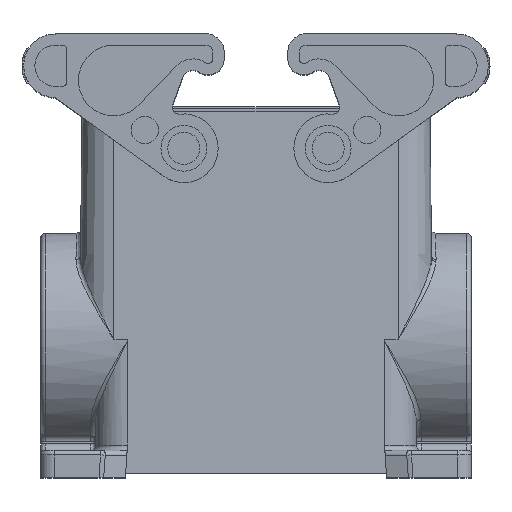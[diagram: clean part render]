
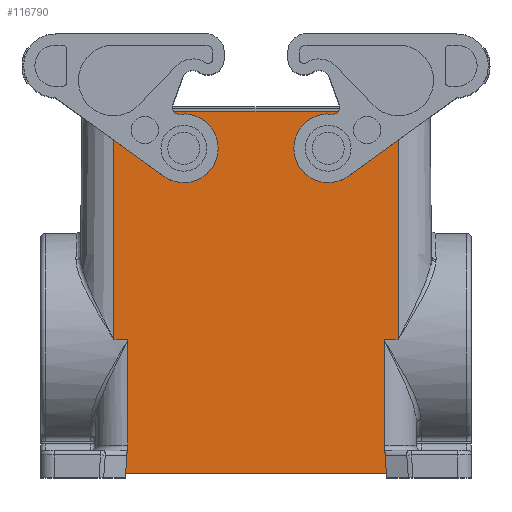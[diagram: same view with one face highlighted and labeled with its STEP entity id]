
A CAD part, top view. The second image highlights one B-rep face of the part: STEP entity #116790.
In plain terms, the highlighted planar face has unit normal (0, 0.009, 1).
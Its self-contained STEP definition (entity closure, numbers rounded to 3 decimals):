
#2620=CARTESIAN_POINT('',(4.753,23.6,23.));
#2630=VERTEX_POINT('',#2620);
#2660=CARTESIAN_POINT('',(0.,23.6,23.));
#2670=DIRECTION('',(1.,0.,0.));
#2680=VECTOR('',#2670,1.);
#2690=LINE('',#2660,#2680);
#2700=CARTESIAN_POINT('',(-57.247,23.6,23.))
;
#2710=VERTEX_POINT('',#2700);
#2720=EDGE_CURVE('',#2710,#2630,#2690,.T.);
#27020=CARTESIAN_POINT('',(-54.686,-55.4,23.689
));
#27030=VERTEX_POINT('',#27020);
#27060=CARTESIAN_POINT('',(0.,-55.4,23.689));
#27070=DIRECTION('',(1.,0.,0.));
#27080=VECTOR('',#27070,1.);
#27090=LINE('',#27060,#27080);
#27100=CARTESIAN_POINT('',(2.193,-55.4,23.689)
);
#27110=VERTEX_POINT('',#27100);
#27120=EDGE_CURVE('',#27030,#27110,#27090,.T.);
#72980=CARTESIAN_POINT('',(-54.329,-50.011,
23.642));
#72990=VERTEX_POINT('',#72980);
#73020=CARTESIAN_POINT('',(-51.022,0.,23.206));
#73030=DIRECTION('',(0.066,0.998,
-0.009));
#73040=VECTOR('',#73030,1.);
#73050=LINE('',#73020,#73040);
#73060=EDGE_CURVE('',#27030,#72990,#73050,.T.);
#73190=CARTESIAN_POINT('',(-57.247,23.6,
23.));
#73200=DIRECTION('',(0.,-1.,
0.009));
#73210=VECTOR('',#73200,802.151);
#73220=LINE('',#73190,#73210);
#73230=CARTESIAN_POINT('',(-57.247,-26.195,
23.435));
#73240=VERTEX_POINT('',#73230);
#73250=EDGE_CURVE('',#2710,#73240,#73220,.T.);
#106770=CARTESIAN_POINT('',(-45.497,15.5,
23.071));
#106780=VERTEX_POINT('',#106770);
#106830=CARTESIAN_POINT('',(-41.997,15.5,23.071
));
#106840=DIRECTION('',(0.,0.009,
1.));
#106850=DIRECTION('',(0.,1.,
-0.009));
#106860=AXIS2_PLACEMENT_3D('',#106830,#106840,#106850);
#106870=ELLIPSE('',#106860,3.5,3.5);
#106880=CARTESIAN_POINT('',(-38.497,15.5,
23.071));
#106890=VERTEX_POINT('',#106880);
#106900=EDGE_CURVE('',#106890,#106780,#106870,.T.);
#110820=CARTESIAN_POINT('',(-54.247,-48.76,
23.631));
#110830=VERTEX_POINT('',#110820);
#110860=CARTESIAN_POINT('',(-51.022,0.002,
23.206));
#110870=DIRECTION('',(0.066,0.998,
-0.009));
#110880=VECTOR('',#110870,1.);
#110890=LINE('',#110860,#110880);
#110900=EDGE_CURVE('',#72990,#110830,#110890,.T.);
#115750=CARTESIAN_POINT('',(-26.247,-1.297,
23.217));
#115760=DIRECTION('',(0.,0.009,
1.));
#115770=DIRECTION('',(1.,0.,0.));
#115780=AXIS2_PLACEMENT_3D('',#115750,#115760,#115770);
#115790=PLANE('',#115780);
#115800=ORIENTED_EDGE('',*,*,#106900,.F.);
#115810=EDGE_CURVE('',#106780,#106890,#106870,.T.);
#115820=ORIENTED_EDGE('',*,*,#115810,.F.);
#115830=EDGE_LOOP('',(#115820,#115800));
#115840=FACE_BOUND('',#115830,.T.);
#115850=CARTESIAN_POINT('',(-10.497,15.5,23.071))
;
#115860=DIRECTION('',(0.,0.009,
1.));
#115870=DIRECTION('',(0.,1.,
-0.009));
#115880=AXIS2_PLACEMENT_3D('',#115850,#115860,#115870);
#115890=ELLIPSE('',#115880,3.5,3.5);
#115900=CARTESIAN_POINT('',(-6.997,15.5,23.071));
#115910=VERTEX_POINT('',#115900);
#115920=CARTESIAN_POINT('',(-13.997,15.5,23.071))
;
#115930=VERTEX_POINT('',#115920);
#115940=EDGE_CURVE('',#115910,#115930,#115890,.T.);
#115950=ORIENTED_EDGE('',*,*,#115940,.F.);
#115960=EDGE_CURVE('',#115930,#115910,#115890,.T.);
#115970=ORIENTED_EDGE('',*,*,#115960,.F.);
#115980=EDGE_LOOP('',(#115970,#115950));
#115990=FACE_BOUND('',#115980,.T.);
#116000=CARTESIAN_POINT('',(0.,-26.195,23.435));
#116010=DIRECTION('',(1.,0.,0.));
#116020=VECTOR('',#116010,1.);
#116030=LINE('',#116000,#116020);
#116040=CARTESIAN_POINT('',(-54.247,-26.195,
23.435));
#116050=VERTEX_POINT('',#116040);
#116060=EDGE_CURVE('',#73240,#116050,#116030,.T.);
#116070=ORIENTED_EDGE('',*,*,#116060,.T.);
#116080=ORIENTED_EDGE('',*,*,#73250,.T.);
#116090=ORIENTED_EDGE('',*,*,#2720,.F.);
#116100=CARTESIAN_POINT('',(4.753,23.6,23.)
);
#116110=DIRECTION('',(0.,-1.,
0.009));
#116120=VECTOR('',#116110,802.151);
#116130=LINE('',#116100,#116120);
#116140=CARTESIAN_POINT('',(4.753,-26.195,
23.435));
#116150=VERTEX_POINT('',#116140);
#116160=EDGE_CURVE('',#2630,#116150,#116130,.T.);
#116170=ORIENTED_EDGE('',*,*,#116160,.F.);
#116180=CARTESIAN_POINT('',(1.753,-26.195,
23.435));
#116190=VERTEX_POINT('',#116180);
#116200=EDGE_CURVE('',#116190,#116150,#116030,.T.);
#116210=ORIENTED_EDGE('',*,*,#116200,.T.);
#116220=CARTESIAN_POINT('',(1.753,-0.002,
23.206));
#116230=DIRECTION('',(0.,1.,
-0.009));
#116240=VECTOR('',#116230,1.);
#116250=LINE('',#116220,#116240);
#116260=CARTESIAN_POINT('',(1.753,-26.608,
23.438));
#116270=VERTEX_POINT('',#116260);
#116280=EDGE_CURVE('',#116270,#116190,#116250,.T.);
#116290=ORIENTED_EDGE('',*,*,#116280,.T.);
#116300=CARTESIAN_POINT('',(1.753,-26.608,
23.438));
#116310=DIRECTION('',(0.,-1.,
0.009));
#116320=VECTOR('',#116310,1.);
#116330=LINE('',#116300,#116320);
#116340=CARTESIAN_POINT('',(1.753,-26.608,
23.438));
#116350=VERTEX_POINT('',#116340);
#116360=EDGE_CURVE('',#116270,#116350,#116330,.T.);
#116370=ORIENTED_EDGE('',*,*,#116360,.F.);
#116380=CARTESIAN_POINT('',(1.753,-0.002,
23.206));
#116390=DIRECTION('',(0.,1.,
-0.009));
#116400=VECTOR('',#116390,1.);
#116410=LINE('',#116380,#116400);
#116420=CARTESIAN_POINT('',(1.753,-48.76,
23.631));
#116430=VERTEX_POINT('',#116420);
#116440=EDGE_CURVE('',#116430,#116350,#116410,.T.);
#116450=ORIENTED_EDGE('',*,*,#116440,.T.);
#116460=CARTESIAN_POINT('',(-1.471,0.002,
23.206));
#116470=DIRECTION('',(-0.066,0.998,
-0.009));
#116480=VECTOR('',#116470,1.);
#116490=LINE('',#116460,#116480);
#116500=CARTESIAN_POINT('',(1.836,-50.011,
23.642));
#116510=VERTEX_POINT('',#116500);
#116520=EDGE_CURVE('',#116510,#116430,#116490,.T.);
#116530=ORIENTED_EDGE('',*,*,#116520,.T.);
#116540=CARTESIAN_POINT('',(-1.471,0.,23.206));
#116550=DIRECTION('',(-0.066,0.998,
-0.009));
#116560=VECTOR('',#116550,1.);
#116570=LINE('',#116540,#116560);
#116580=EDGE_CURVE('',#27110,#116510,#116570,.T.);
#116590=ORIENTED_EDGE('',*,*,#116580,.T.);
#116600=ORIENTED_EDGE('',*,*,#27120,.T.);
#116610=ORIENTED_EDGE('',*,*,#73060,.F.);
#116620=ORIENTED_EDGE('',*,*,#110900,.F.);
#116630=CARTESIAN_POINT('',(-54.247,-0.002,
23.206));
#116640=DIRECTION('',(0.,1.,
-0.009));
#116650=VECTOR('',#116640,1.);
#116660=LINE('',#116630,#116650);
#116670=CARTESIAN_POINT('',(-54.247,-26.608,
23.438));
#116680=VERTEX_POINT('',#116670);
#116690=EDGE_CURVE('',#110830,#116680,#116660,.T.);
#116700=ORIENTED_EDGE('',*,*,#116690,.F.);
#116710=CARTESIAN_POINT('',(-54.247,-26.608,
23.438));
#116720=DIRECTION('',(0.,-1.,
0.009));
#116730=VECTOR('',#116720,1.);
#116740=LINE('',#116710,#116730);
#116750=EDGE_CURVE('',#116050,#116680,#116740,.T.);
#116760=ORIENTED_EDGE('',*,*,#116750,.T.);
#116770=EDGE_LOOP('',(#116760,#116700,#116620,#116610,#116600,#116590,
#116530,#116450,#116370,#116290,#116210,#116170,#116090,#116080,#116070)
);
#116780=FACE_OUTER_BOUND('',#116770,.T.);
#116790=ADVANCED_FACE('',(#115840,#115990,#116780),#115790,.T.);
